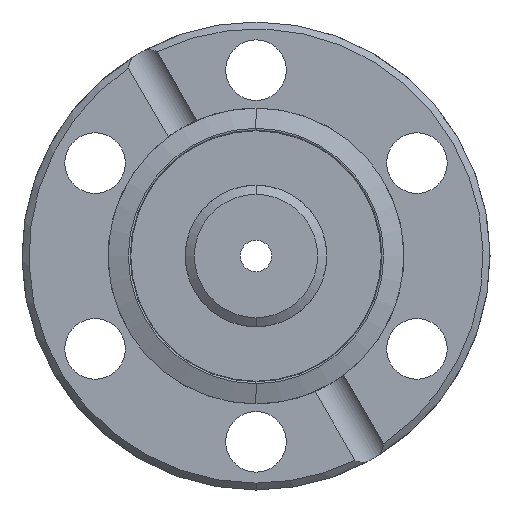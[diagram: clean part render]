
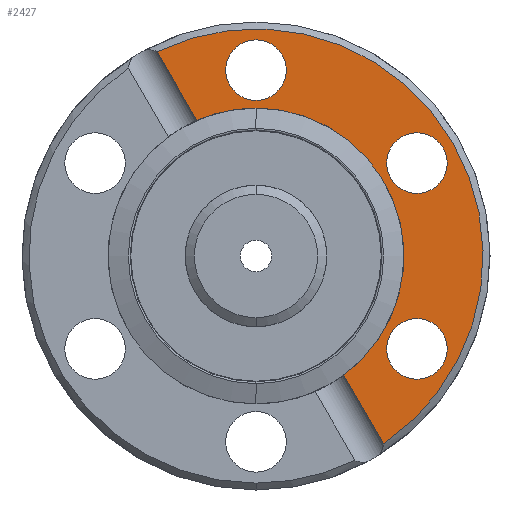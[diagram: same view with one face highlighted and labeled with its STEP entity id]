
A CAD part, left-side view. The second image highlights one B-rep face of the part: STEP entity #2427.
In plain terms, the highlighted planar face has unit normal (-1, 0, 0).
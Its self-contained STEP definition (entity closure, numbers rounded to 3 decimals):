
#49 = CIRCLE ( 'NONE', #4054, 2.2 ) ;
#87 = VERTEX_POINT ( 'NONE', #4070 ) ;
#216 = ORIENTED_EDGE ( 'NONE', *, *, #3113, .F. ) ;
#231 = CIRCLE ( 'NONE', #1826, 16.5 ) ;
#346 = DIRECTION ( 'NONE',  ( 0., 0., 1. ) ) ;
#383 = CARTESIAN_POINT ( 'NONE',  ( 0., 0., 11.3 ) ) ;
#409 = FACE_BOUND ( 'NONE', #3545, .T. ) ;
#536 = CIRCLE ( 'NONE', #2832, 2.2 ) ;
#578 = DIRECTION ( 'NONE',  ( -1., 0., 0. ) ) ;
#643 = FACE_BOUND ( 'NONE', #3706, .T. ) ;
#649 = AXIS2_PLACEMENT_3D ( 'NONE', #2435, #1356, #3187 ) ;
#725 = DIRECTION ( 'NONE',  ( -1., 0., 0. ) ) ;
#767 = FACE_OUTER_BOUND ( 'NONE', #4812, .T. ) ;
#804 = ORIENTED_EDGE ( 'NONE', *, *, #4758, .F. ) ;
#809 = VERTEX_POINT ( 'NONE', #3859 ) ;
#859 = ORIENTED_EDGE ( 'NONE', *, *, #1550, .T. ) ;
#900 = DIRECTION ( 'NONE',  ( 0., 0., -1. ) ) ;
#967 = CARTESIAN_POINT ( 'NONE',  ( 0., 0., 10.75 ) ) ;
#1032 = DIRECTION ( 'NONE',  ( 0., 0., 1. ) ) ;
#1033 = CARTESIAN_POINT ( 'NONE',  ( 0., -11.691, 8.95 ) ) ;
#1120 = EDGE_CURVE ( 'NONE', #3536, #3773, #2430, .T. ) ;
#1157 = AXIS2_PLACEMENT_3D ( 'NONE', #4275, #2034, #2378 ) ;
#1243 = DIRECTION ( 'NONE',  ( -1., 0., 0. ) ) ;
#1302 = CARTESIAN_POINT ( 'NONE',  ( 0., 0., 0. ) ) ;
#1356 = DIRECTION ( 'NONE',  ( -1., 0., 0. ) ) ;
#1397 = VERTEX_POINT ( 'NONE', #2265 ) ;
#1402 = EDGE_CURVE ( 'NONE', #4739, #2197, #3358, .T. ) ;
#1411 = CARTESIAN_POINT ( 'NONE',  ( 0., -12.65, -19.511 ) ) ;
#1439 = DIRECTION ( 'NONE',  ( -1., 0., 0. ) ) ;
#1501 = CIRCLE ( 'NONE', #3579, 10.75 ) ;
#1550 = EDGE_CURVE ( 'NONE', #3773, #4725, #231, .T. ) ;
#1557 = CARTESIAN_POINT ( 'NONE',  ( 0., 0., 13.5 ) ) ;
#1601 = CARTESIAN_POINT ( 'NONE',  ( 0., -12.65, -19.511 ) ) ;
#1625 = ORIENTED_EDGE ( 'NONE', *, *, #3801, .F. ) ;
#1690 = CARTESIAN_POINT ( 'NONE',  ( 0., -11.691, 4.55 ) ) ;
#1726 = EDGE_CURVE ( 'NONE', #2197, #4739, #3367, .T. ) ;
#1817 = DIRECTION ( 'NONE',  ( 0., 0., 1. ) ) ;
#1826 = AXIS2_PLACEMENT_3D ( 'NONE', #1302, #4069, #2977 ) ;
#1873 = CARTESIAN_POINT ( 'NONE',  ( 0., -11.691, -6.75 ) ) ;
#2034 = DIRECTION ( 'NONE',  ( -1., 0., 0. ) ) ;
#2067 = DIRECTION ( 'NONE',  ( -1., 0., 0. ) ) ;
#2197 = VERTEX_POINT ( 'NONE', #1033 ) ;
#2200 = CARTESIAN_POINT ( 'NONE',  ( 0., 0., 0. ) ) ;
#2228 = DIRECTION ( 'NONE',  ( -1., 0., 0. ) ) ;
#2238 = ORIENTED_EDGE ( 'NONE', *, *, #2916, .F. ) ;
#2265 = CARTESIAN_POINT ( 'NONE',  ( 0., -11.691, -8.95 ) ) ;
#2328 = CARTESIAN_POINT ( 'NONE',  ( 0., -6.381, -8.652 ) ) ;
#2368 = VERTEX_POINT ( 'NONE', #383 ) ;
#2378 = DIRECTION ( 'NONE',  ( 0., 0., 1. ) ) ;
#2402 = PLANE ( 'NONE',  #3904 ) ;
#2427 = ADVANCED_FACE ( 'NONE', ( #409, #643, #4466, #767 ), #2402, .F. ) ;
#2430 = LINE ( 'NONE', #1411, #2552 ) ;
#2434 = CIRCLE ( 'NONE', #1157, 10.75 ) ;
#2435 = CARTESIAN_POINT ( 'NONE',  ( 0., -11.691, 6.75 ) ) ;
#2552 = VECTOR ( 'NONE', #4005, 1000. ) ;
#2650 = ORIENTED_EDGE ( 'NONE', *, *, #1402, .F. ) ;
#2689 = AXIS2_PLACEMENT_3D ( 'NONE', #4035, #1439, #1817 ) ;
#2720 = CARTESIAN_POINT ( 'NONE',  ( 0., 0., 0. ) ) ;
#2773 = CARTESIAN_POINT ( 'NONE',  ( 0., -11.691, -4.55 ) ) ;
#2787 = CARTESIAN_POINT ( 'NONE',  ( 0., 0., 13.5 ) ) ;
#2832 = AXIS2_PLACEMENT_3D ( 'NONE', #4311, #2067, #4693 ) ;
#2885 = AXIS2_PLACEMENT_3D ( 'NONE', #1557, #1243, #1032 ) ;
#2916 = EDGE_CURVE ( 'NONE', #4788, #809, #1501, .T. ) ;
#2977 = DIRECTION ( 'NONE',  ( 0., 0., 1. ) ) ;
#3056 = ORIENTED_EDGE ( 'NONE', *, *, #4551, .T. ) ;
#3113 = EDGE_CURVE ( 'NONE', #87, #2368, #3980, .T. ) ;
#3114 = CARTESIAN_POINT ( 'NONE',  ( 0., -9.267, -13.652 ) ) ;
#3168 = ORIENTED_EDGE ( 'NONE', *, *, #1726, .F. ) ;
#3174 = DIRECTION ( 'NONE',  ( 0., 0., 1. ) ) ;
#3187 = DIRECTION ( 'NONE',  ( 0., 0., 1. ) ) ;
#3223 = ORIENTED_EDGE ( 'NONE', *, *, #1120, .T. ) ;
#3292 = DIRECTION ( 'NONE',  ( 0., 0., 1. ) ) ;
#3358 = CIRCLE ( 'NONE', #649, 2.2 ) ;
#3367 = CIRCLE ( 'NONE', #2689, 2.2 ) ;
#3391 = CIRCLE ( 'NONE', #3599, 2.2 ) ;
#3473 = EDGE_CURVE ( 'NONE', #3536, #4788, #2434, .T. ) ;
#3492 = DIRECTION ( 'NONE',  ( 1., 0., 0. ) ) ;
#3536 = VERTEX_POINT ( 'NONE', #2328 ) ;
#3545 = EDGE_LOOP ( 'NONE', ( #3168, #2650 ) ) ;
#3579 = AXIS2_PLACEMENT_3D ( 'NONE', #2200, #725, #346 ) ;
#3599 = AXIS2_PLACEMENT_3D ( 'NONE', #2787, #578, #3174 ) ;
#3640 = VERTEX_POINT ( 'NONE', #2773 ) ;
#3706 = EDGE_LOOP ( 'NONE', ( #3953, #1625 ) ) ;
#3773 = VERTEX_POINT ( 'NONE', #3114 ) ;
#3801 = EDGE_CURVE ( 'NONE', #1397, #3640, #49, .T. ) ;
#3804 = DIRECTION ( 'NONE',  ( 0., -0.5, -0.866 ) ) ;
#3806 = LINE ( 'NONE', #1601, #4836 ) ;
#3859 = CARTESIAN_POINT ( 'NONE',  ( 0., 4.302, 9.852 ) ) ;
#3904 = AXIS2_PLACEMENT_3D ( 'NONE', #2720, #3492, #900 ) ;
#3953 = ORIENTED_EDGE ( 'NONE', *, *, #4741, .F. ) ;
#3980 = CIRCLE ( 'NONE', #2885, 2.2 ) ;
#4005 = DIRECTION ( 'NONE',  ( 0., -0.5, -0.866 ) ) ;
#4035 = CARTESIAN_POINT ( 'NONE',  ( 0., -11.691, 6.75 ) ) ;
#4054 = AXIS2_PLACEMENT_3D ( 'NONE', #1873, #2228, #3292 ) ;
#4069 = DIRECTION ( 'NONE',  ( -1., 0., 0. ) ) ;
#4070 = CARTESIAN_POINT ( 'NONE',  ( 0., 0., 15.7 ) ) ;
#4275 = CARTESIAN_POINT ( 'NONE',  ( 0., 0., 0. ) ) ;
#4297 = CARTESIAN_POINT ( 'NONE',  ( 0., 7.189, 14.852 ) ) ;
#4311 = CARTESIAN_POINT ( 'NONE',  ( 0., -11.691, -6.75 ) ) ;
#4379 = ORIENTED_EDGE ( 'NONE', *, *, #3473, .F. ) ;
#4466 = FACE_BOUND ( 'NONE', #4784, .T. ) ;
#4551 = EDGE_CURVE ( 'NONE', #4725, #809, #3806, .T. ) ;
#4693 = DIRECTION ( 'NONE',  ( 0., 0., 1. ) ) ;
#4725 = VERTEX_POINT ( 'NONE', #4297 ) ;
#4739 = VERTEX_POINT ( 'NONE', #1690 ) ;
#4741 = EDGE_CURVE ( 'NONE', #3640, #1397, #536, .T. ) ;
#4758 = EDGE_CURVE ( 'NONE', #2368, #87, #3391, .T. ) ;
#4784 = EDGE_LOOP ( 'NONE', ( #216, #804 ) ) ;
#4788 = VERTEX_POINT ( 'NONE', #967 ) ;
#4812 = EDGE_LOOP ( 'NONE', ( #859, #3056, #2238, #4379, #3223 ) ) ;
#4836 = VECTOR ( 'NONE', #3804, 1000. ) ;
